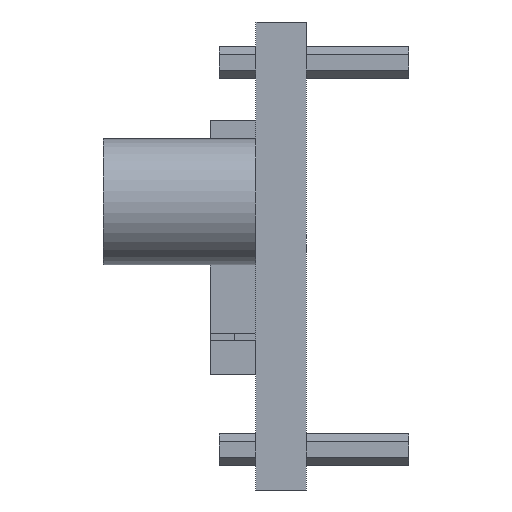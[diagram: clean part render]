
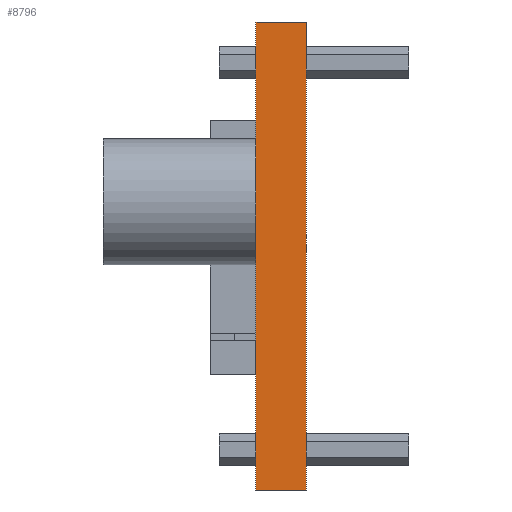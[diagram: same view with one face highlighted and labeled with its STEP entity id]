
A CAD part, left-side view. The second image highlights one B-rep face of the part: STEP entity #8796.
In plain terms, the highlighted planar face has unit normal (-1, 0, 0).
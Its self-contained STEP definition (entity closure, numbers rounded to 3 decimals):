
#536 = CARTESIAN_POINT ( 'NONE',  ( -10.16, 1.65, -7.67 ) ) ;
#656 = DIRECTION ( 'NONE',  ( 0., 0., -1. ) ) ;
#737 = CARTESIAN_POINT ( 'NONE',  ( -10.16, 0., 7.67 ) ) ;
#1271 = EDGE_LOOP ( 'NONE', ( #6006, #5419, #5915, #13431 ) ) ;
#1787 = CARTESIAN_POINT ( 'NONE',  ( -10.16, 1.65, 7.67 ) ) ;
#2009 = LINE ( 'NONE', #737, #3021 ) ;
#2364 = DIRECTION ( 'NONE',  ( 0., -1., 0. ) ) ;
#3021 = VECTOR ( 'NONE', #8317, 1000. ) ;
#3129 = VERTEX_POINT ( 'NONE', #10774 ) ;
#3777 = VERTEX_POINT ( 'NONE', #12409 ) ;
#3829 = VECTOR ( 'NONE', #5017, 1000. ) ;
#4662 = VECTOR ( 'NONE', #2364, 1000. ) ;
#4666 = LINE ( 'NONE', #536, #13781 ) ;
#5017 = DIRECTION ( 'NONE',  ( 0., 0., 1. ) ) ;
#5419 = ORIENTED_EDGE ( 'NONE', *, *, #11158, .F. ) ;
#5522 = LINE ( 'NONE', #8706, #4662 ) ;
#5915 = ORIENTED_EDGE ( 'NONE', *, *, #7211, .F. ) ;
#6006 = ORIENTED_EDGE ( 'NONE', *, *, #9463, .T. ) ;
#6046 = CARTESIAN_POINT ( 'NONE',  ( -10.16, 1.65, 7.67 ) ) ;
#6863 = LINE ( 'NONE', #1787, #3829 ) ;
#7129 = DIRECTION ( 'NONE',  ( 1., 0., 0. ) ) ;
#7211 = EDGE_CURVE ( 'NONE', #10649, #3129, #6863, .T. ) ;
#7927 = CARTESIAN_POINT ( 'NONE',  ( -10.16, 1.65, -7.67 ) ) ;
#7989 = DIRECTION ( 'NONE',  ( 0., -1., 0. ) ) ;
#8317 = DIRECTION ( 'NONE',  ( 0., 0., 1. ) ) ;
#8675 = FACE_OUTER_BOUND ( 'NONE', #1271, .T. ) ;
#8706 = CARTESIAN_POINT ( 'NONE',  ( -10.16, 1.65, 7.67 ) ) ;
#8796 = ADVANCED_FACE ( 'NONE', ( #8675 ), #9233, .F. ) ;
#9233 = PLANE ( 'NONE',  #13826 ) ;
#9463 = EDGE_CURVE ( 'NONE', #3777, #12289, #2009, .T. ) ;
#9757 = CARTESIAN_POINT ( 'NONE',  ( -10.16, 0., 7.67 ) ) ;
#10649 = VERTEX_POINT ( 'NONE', #7927 ) ;
#10774 = CARTESIAN_POINT ( 'NONE',  ( -10.16, 1.65, 7.67 ) ) ;
#11158 = EDGE_CURVE ( 'NONE', #3129, #12289, #5522, .T. ) ;
#11878 = EDGE_CURVE ( 'NONE', #10649, #3777, #4666, .T. ) ;
#12289 = VERTEX_POINT ( 'NONE', #9757 ) ;
#12409 = CARTESIAN_POINT ( 'NONE',  ( -10.16, 0., -7.67 ) ) ;
#13431 = ORIENTED_EDGE ( 'NONE', *, *, #11878, .T. ) ;
#13781 = VECTOR ( 'NONE', #7989, 1000. ) ;
#13826 = AXIS2_PLACEMENT_3D ( 'NONE', #6046, #7129, #656 ) ;
